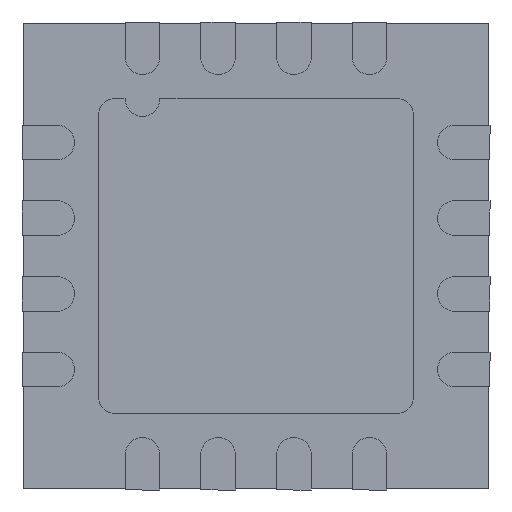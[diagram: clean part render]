
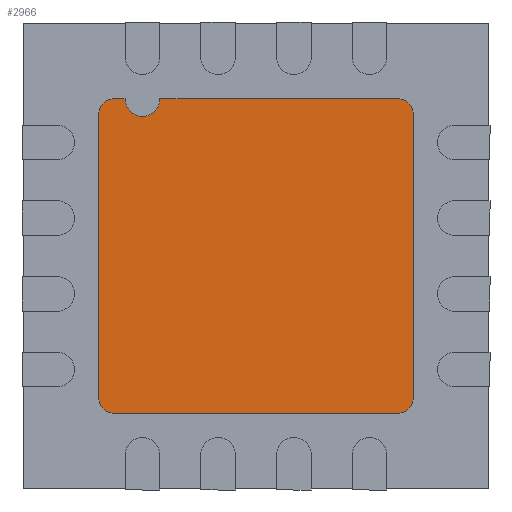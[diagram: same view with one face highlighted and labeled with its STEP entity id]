
A CAD part, front view. The second image highlights one B-rep face of the part: STEP entity #2966.
In plain terms, the highlighted planar face has unit normal (0, -1, 0).
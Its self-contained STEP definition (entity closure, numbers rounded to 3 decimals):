
#47 = LINE ( 'NONE', #1347, #3310 ) ;
#70 = CARTESIAN_POINT ( 'NONE',  ( -1.35, 0., 1.225 ) ) ;
#193 = VERTEX_POINT ( 'NONE', #2694 ) ;
#220 = DIRECTION ( 'NONE',  ( 0., -1., 0. ) ) ;
#348 = VERTEX_POINT ( 'NONE', #3949 ) ;
#379 = EDGE_CURVE ( 'NONE', #3194, #2606, #2463, .T. ) ;
#453 = ORIENTED_EDGE ( 'NONE', *, *, #2158, .T. ) ;
#529 = AXIS2_PLACEMENT_3D ( 'NONE', #2169, #3393, #5103 ) ;
#560 = ORIENTED_EDGE ( 'NONE', *, *, #1396, .T. ) ;
#634 = ORIENTED_EDGE ( 'NONE', *, *, #5100, .F. ) ;
#702 = PLANE ( 'NONE',  #4740 ) ;
#733 = AXIS2_PLACEMENT_3D ( 'NONE', #5304, #220, #4429 ) ;
#816 = CARTESIAN_POINT ( 'NONE',  ( 1.225, 0., 1.35 ) ) ;
#855 = VERTEX_POINT ( 'NONE', #816 ) ;
#1099 = VECTOR ( 'NONE', #4819, 1000. ) ;
#1100 = CARTESIAN_POINT ( 'NONE',  ( -0.975, 0., 1.35 ) ) ;
#1174 = CIRCLE ( 'NONE', #4065, 0.15 ) ;
#1205 = DIRECTION ( 'NONE',  ( 1., 0., 0. ) ) ;
#1290 = DIRECTION ( 'NONE',  ( -1., 0., 0. ) ) ;
#1321 = VERTEX_POINT ( 'NONE', #4668 ) ;
#1322 = CARTESIAN_POINT ( 'NONE',  ( -0.975, 0., 1.2 ) ) ;
#1347 = CARTESIAN_POINT ( 'NONE',  ( -1.35, 0., 1.35 ) ) ;
#1396 = EDGE_CURVE ( 'NONE', #193, #2719, #3820, .T. ) ;
#1424 = VECTOR ( 'NONE', #1205, 1000. ) ;
#1450 = ORIENTED_EDGE ( 'NONE', *, *, #4924, .F. ) ;
#1594 = ORIENTED_EDGE ( 'NONE', *, *, #3261, .T. ) ;
#1793 = DIRECTION ( 'NONE',  ( 1., 0., 0. ) ) ;
#1827 = CIRCLE ( 'NONE', #2452, 0.125 ) ;
#1970 = CARTESIAN_POINT ( 'NONE',  ( -0.825, 0., 1.35 ) ) ;
#2146 = ORIENTED_EDGE ( 'NONE', *, *, #3596, .F. ) ;
#2148 = CARTESIAN_POINT ( 'NONE',  ( -1.35, 0., -1.35 ) ) ;
#2158 = EDGE_CURVE ( 'NONE', #5247, #3636, #1827, .T. ) ;
#2169 = CARTESIAN_POINT ( 'NONE',  ( -1.225, 0., -1.225 ) ) ;
#2246 = EDGE_CURVE ( 'NONE', #1321, #3333, #2573, .T. ) ;
#2452 = AXIS2_PLACEMENT_3D ( 'NONE', #3755, #4598, #5470 ) ;
#2461 = DIRECTION ( 'NONE',  ( 0., 0., -1. ) ) ;
#2463 = CIRCLE ( 'NONE', #3462, 0.15 ) ;
#2573 = LINE ( 'NONE', #3734, #1424 ) ;
#2606 = VERTEX_POINT ( 'NONE', #1970 ) ;
#2646 = EDGE_LOOP ( 'NONE', ( #3706, #4596, #1594, #2146, #560, #634, #453, #1450, #3196, #4584, #5252 ) ) ;
#2694 = CARTESIAN_POINT ( 'NONE',  ( -1.35, 0., -1.225 ) ) ;
#2719 = VERTEX_POINT ( 'NONE', #5025 ) ;
#2761 = EDGE_CURVE ( 'NONE', #348, #855, #4271, .T. ) ;
#2898 = CARTESIAN_POINT ( 'NONE',  ( -1.125, 0., 1.35 ) ) ;
#2966 = ADVANCED_FACE ( 'NONE', ( #3209 ), #702, .T. ) ;
#2998 = VECTOR ( 'NONE', #3292, 1000. ) ;
#3194 = VERTEX_POINT ( 'NONE', #1322 ) ;
#3196 = ORIENTED_EDGE ( 'NONE', *, *, #2761, .T. ) ;
#3209 = FACE_OUTER_BOUND ( 'NONE', #2646, .T. ) ;
#3261 = EDGE_CURVE ( 'NONE', #1321, #4033, #4173, .T. ) ;
#3284 = DIRECTION ( 'NONE',  ( 0., -1., 0. ) ) ;
#3292 = DIRECTION ( 'NONE',  ( 0., 0., 1. ) ) ;
#3299 = DIRECTION ( 'NONE',  ( 0., 0., -1. ) ) ;
#3310 = VECTOR ( 'NONE', #1793, 1000. ) ;
#3333 = VERTEX_POINT ( 'NONE', #2898 ) ;
#3334 = CARTESIAN_POINT ( 'NONE',  ( 1.35, 0., -1.225 ) ) ;
#3363 = CARTESIAN_POINT ( 'NONE',  ( -1.35, 0., 1.35 ) ) ;
#3393 = DIRECTION ( 'NONE',  ( 0., -1., 0. ) ) ;
#3462 = AXIS2_PLACEMENT_3D ( 'NONE', #1100, #4117, #3299 ) ;
#3471 = CARTESIAN_POINT ( 'NONE',  ( 1.225, 0., -1.35 ) ) ;
#3483 = VECTOR ( 'NONE', #1290, 1000. ) ;
#3596 = EDGE_CURVE ( 'NONE', #193, #4033, #5253, .T. ) ;
#3636 = VERTEX_POINT ( 'NONE', #3334 ) ;
#3667 = CARTESIAN_POINT ( 'NONE',  ( 0., 0., 0. ) ) ;
#3684 = DIRECTION ( 'NONE',  ( 0., 0., -1. ) ) ;
#3706 = ORIENTED_EDGE ( 'NONE', *, *, #5012, .F. ) ;
#3734 = CARTESIAN_POINT ( 'NONE',  ( -1.35, 0., 1.35 ) ) ;
#3755 = CARTESIAN_POINT ( 'NONE',  ( 1.225, 0., -1.225 ) ) ;
#3820 = CIRCLE ( 'NONE', #529, 0.125 ) ;
#3949 = CARTESIAN_POINT ( 'NONE',  ( 1.35, 0., 1.225 ) ) ;
#4004 = CARTESIAN_POINT ( 'NONE',  ( 1.35, 0., 1.35 ) ) ;
#4033 = VERTEX_POINT ( 'NONE', #70 ) ;
#4055 = EDGE_CURVE ( 'NONE', #2606, #855, #47, .T. ) ;
#4065 = AXIS2_PLACEMENT_3D ( 'NONE', #5011, #4195, #2461 ) ;
#4117 = DIRECTION ( 'NONE',  ( 0., -1., 0. ) ) ;
#4118 = AXIS2_PLACEMENT_3D ( 'NONE', #4582, #5017, #5418 ) ;
#4173 = CIRCLE ( 'NONE', #4118, 0.125 ) ;
#4195 = DIRECTION ( 'NONE',  ( 0., -1., 0. ) ) ;
#4271 = CIRCLE ( 'NONE', #733, 0.125 ) ;
#4429 = DIRECTION ( 'NONE',  ( 0., 0., -1. ) ) ;
#4582 = CARTESIAN_POINT ( 'NONE',  ( -1.225, 0., 1.225 ) ) ;
#4584 = ORIENTED_EDGE ( 'NONE', *, *, #4055, .F. ) ;
#4596 = ORIENTED_EDGE ( 'NONE', *, *, #2246, .F. ) ;
#4598 = DIRECTION ( 'NONE',  ( 0., -1., 0. ) ) ;
#4643 = LINE ( 'NONE', #4004, #1099 ) ;
#4668 = CARTESIAN_POINT ( 'NONE',  ( -1.225, 0., 1.35 ) ) ;
#4740 = AXIS2_PLACEMENT_3D ( 'NONE', #3667, #3284, #3684 ) ;
#4819 = DIRECTION ( 'NONE',  ( 0., 0., -1. ) ) ;
#4904 = LINE ( 'NONE', #2148, #3483 ) ;
#4924 = EDGE_CURVE ( 'NONE', #348, #3636, #4643, .T. ) ;
#5011 = CARTESIAN_POINT ( 'NONE',  ( -0.975, 0., 1.35 ) ) ;
#5012 = EDGE_CURVE ( 'NONE', #3333, #3194, #1174, .T. ) ;
#5017 = DIRECTION ( 'NONE',  ( 0., -1., 0. ) ) ;
#5025 = CARTESIAN_POINT ( 'NONE',  ( -1.225, 0., -1.35 ) ) ;
#5100 = EDGE_CURVE ( 'NONE', #5247, #2719, #4904, .T. ) ;
#5103 = DIRECTION ( 'NONE',  ( 0., 0., -1. ) ) ;
#5247 = VERTEX_POINT ( 'NONE', #3471 ) ;
#5252 = ORIENTED_EDGE ( 'NONE', *, *, #379, .F. ) ;
#5253 = LINE ( 'NONE', #3363, #2998 ) ;
#5304 = CARTESIAN_POINT ( 'NONE',  ( 1.225, 0., 1.225 ) ) ;
#5418 = DIRECTION ( 'NONE',  ( 0., 0., -1. ) ) ;
#5470 = DIRECTION ( 'NONE',  ( 0., 0., -1. ) ) ;
